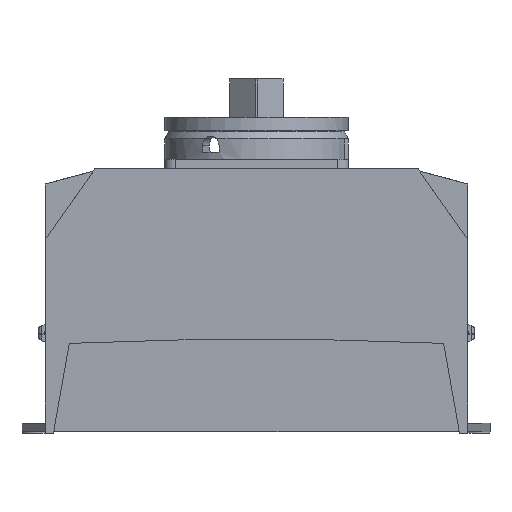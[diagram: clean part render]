
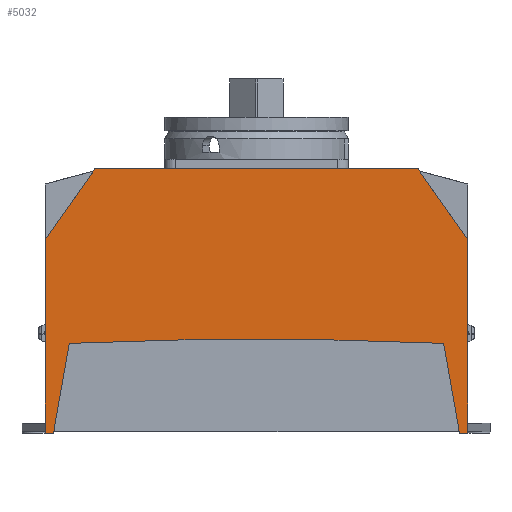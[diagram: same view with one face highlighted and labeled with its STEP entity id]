
A CAD part, left-side view. The second image highlights one B-rep face of the part: STEP entity #5032.
In plain terms, the highlighted planar face has unit normal (-1, 0, 0).
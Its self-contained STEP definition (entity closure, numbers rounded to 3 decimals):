
#170=CIRCLE('',#5373,1909.);
#509=ORIENTED_EDGE('',*,*,#1909,.T.);
#510=ORIENTED_EDGE('',*,*,#1928,.T.);
#511=ORIENTED_EDGE('',*,*,#1916,.T.);
#512=ORIENTED_EDGE('',*,*,#1901,.F.);
#513=ORIENTED_EDGE('',*,*,#1929,.F.);
#514=ORIENTED_EDGE('',*,*,#1930,.F.);
#515=ORIENTED_EDGE('',*,*,#1931,.F.);
#516=ORIENTED_EDGE('',*,*,#1932,.F.);
#517=ORIENTED_EDGE('',*,*,#1933,.F.);
#518=ORIENTED_EDGE('',*,*,#1891,.F.);
#1891=EDGE_CURVE('',#2596,#2597,#3063,.T.);
#1901=EDGE_CURVE('',#2606,#2603,#3070,.T.);
#1909=EDGE_CURVE('',#2596,#2612,#3078,.T.);
#1916=EDGE_CURVE('',#2617,#2603,#3085,.T.);
#1928=EDGE_CURVE('',#2612,#2617,#170,.T.);
#1929=EDGE_CURVE('',#2623,#2606,#3095,.T.);
#1930=EDGE_CURVE('',#2624,#2623,#3096,.T.);
#1931=EDGE_CURVE('',#2625,#2624,#3097,.T.);
#1932=EDGE_CURVE('',#2626,#2625,#3098,.T.);
#1933=EDGE_CURVE('',#2597,#2626,#3099,.T.);
#2596=VERTEX_POINT('',#7589);
#2597=VERTEX_POINT('',#7591);
#2603=VERTEX_POINT('',#7606);
#2606=VERTEX_POINT('',#7611);
#2612=VERTEX_POINT('',#7627);
#2617=VERTEX_POINT('',#7642);
#2623=VERTEX_POINT('',#7666);
#2624=VERTEX_POINT('',#7668);
#2625=VERTEX_POINT('',#7670);
#2626=VERTEX_POINT('',#7672);
#3063=LINE('',#7590,#3610);
#3070=LINE('',#7612,#3617);
#3078=LINE('',#7628,#3625);
#3085=LINE('',#7641,#3632);
#3095=LINE('',#7665,#3642);
#3096=LINE('',#7667,#3643);
#3097=LINE('',#7669,#3644);
#3098=LINE('',#7671,#3645);
#3099=LINE('',#7673,#3646);
#3610=VECTOR('',#5959,1000.);
#3617=VECTOR('',#5976,1000.);
#3625=VECTOR('',#5988,1000.);
#3632=VECTOR('',#5999,1000.);
#3642=VECTOR('',#6025,1000.);
#3643=VECTOR('',#6026,1000.);
#3644=VECTOR('',#6027,1000.);
#3645=VECTOR('',#6028,1000.);
#3646=VECTOR('',#6029,1000.);
#4105=EDGE_LOOP('',(#509,#510,#511,#512,#513,#514,#515,#516,#517,#518));
#4467=FACE_BOUND('',#4105,.T.);
#4814=PLANE('',#5372);
#5032=ADVANCED_FACE('',(#4467),#4814,.F.);
#5372=AXIS2_PLACEMENT_3D('',#7663,#6021,#6022);
#5373=AXIS2_PLACEMENT_3D('',#7664,#6023,#6024);
#5959=DIRECTION('',(0.,1.,0.));
#5976=DIRECTION('',(0.,1.,0.));
#5988=DIRECTION('',(0.,-0.174,0.985));
#5999=DIRECTION('',(0.,-0.174,-0.985));
#6021=DIRECTION('',(1.,0.,0.));
#6022=DIRECTION('',(0.,0.,-1.));
#6023=DIRECTION('',(1.,0.,0.));
#6024=DIRECTION('',(0.,0.,-1.));
#6025=DIRECTION('',(0.,0.,-1.));
#6026=DIRECTION('',(0.,-0.574,-0.819));
#6027=DIRECTION('',(0.,-1.,0.));
#6028=DIRECTION('',(0.,-0.574,0.819));
#6029=DIRECTION('',(0.,0.,1.));
#7589=CARTESIAN_POINT('',(0.,196.088,0.));
#7590=CARTESIAN_POINT('',(0.,0.,0.));
#7591=CARTESIAN_POINT('',(0.,200.,0.));
#7606=CARTESIAN_POINT('',(0.,3.912,0.));
#7611=CARTESIAN_POINT('',(0.,0.,0.));
#7612=CARTESIAN_POINT('',(0.,0.,0.));
#7627=CARTESIAN_POINT('',(0.,188.604,42.443));
#7628=CARTESIAN_POINT('',(0.,196.882,-4.5));
#7641=CARTESIAN_POINT('',(0.,11.396,42.443));
#7642=CARTESIAN_POINT('',(0.,11.396,42.443));
#7663=CARTESIAN_POINT('',(0.,0.,0.));
#7664=CARTESIAN_POINT('',(0.,100.,-1864.5));
#7665=CARTESIAN_POINT('',(0.,0.,91.439));
#7666=CARTESIAN_POINT('',(0.,0.,91.439));
#7667=CARTESIAN_POINT('',(0.,23.5,125.));
#7668=CARTESIAN_POINT('',(0.,23.5,125.));
#7669=CARTESIAN_POINT('',(0.,176.5,125.));
#7670=CARTESIAN_POINT('',(0.,176.5,125.));
#7671=CARTESIAN_POINT('',(0.,200.,91.439));
#7672=CARTESIAN_POINT('',(0.,200.,91.439));
#7673=CARTESIAN_POINT('',(0.,200.,0.));
